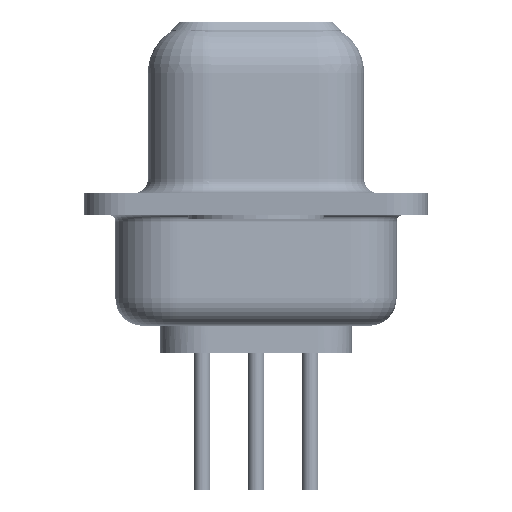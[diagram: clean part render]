
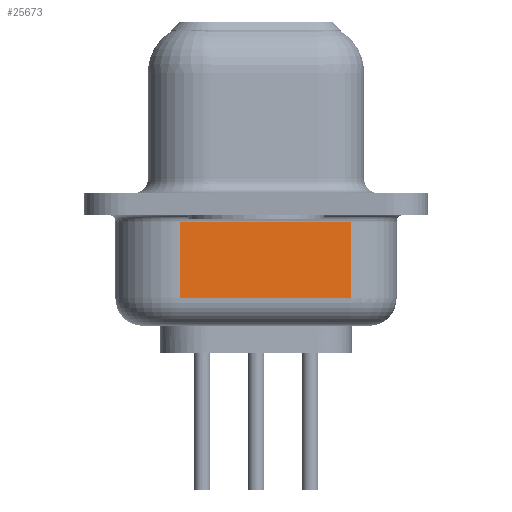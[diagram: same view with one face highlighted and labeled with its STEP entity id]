
A CAD part, left-side view. The second image highlights one B-rep face of the part: STEP entity #25673.
In plain terms, the highlighted planar face has unit normal (-0.985, -0.174, 0).
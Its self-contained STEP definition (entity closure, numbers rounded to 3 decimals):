
#1114 = EDGE_CURVE ( 'NONE', #24109, #9579, #5080, .T. ) ;
#2280 = AXIS2_PLACEMENT_3D ( 'NONE', #12729, #40859, #9262 ) ;
#4216 = CARTESIAN_POINT ( 'NONE',  ( 4.236, -3.482, -4.45 ) ) ;
#5080 = LINE ( 'NONE', #19097, #17588 ) ;
#9262 = DIRECTION ( 'NONE',  ( -0.174, 0.985, 0. ) ) ;
#9579 = VERTEX_POINT ( 'NONE', #16110 ) ;
#9718 = LINE ( 'NONE', #23782, #33904 ) ;
#10264 = VECTOR ( 'NONE', #28822, 1000. ) ;
#12729 = CARTESIAN_POINT ( 'NONE',  ( 3.13, 2.788, -4.45 ) ) ;
#13899 = ORIENTED_EDGE ( 'NONE', *, *, #42474, .T. ) ;
#16110 = CARTESIAN_POINT ( 'NONE',  ( 3.13, 2.788, -0.65 ) ) ;
#16158 = FACE_OUTER_BOUND ( 'NONE', #28442, .T. ) ;
#17588 = VECTOR ( 'NONE', #36857, 1000. ) ;
#18111 = CARTESIAN_POINT ( 'NONE',  ( 4.236, -3.482, -0.65 ) ) ;
#18182 = CARTESIAN_POINT ( 'NONE',  ( 3.13, 2.788, -3.45 ) ) ;
#18306 = VECTOR ( 'NONE', #41583, 1000. ) ;
#19097 = CARTESIAN_POINT ( 'NONE',  ( 3.13, 2.788, -0.65 ) ) ;
#19135 = ORIENTED_EDGE ( 'NONE', *, *, #25834, .T. ) ;
#23782 = CARTESIAN_POINT ( 'NONE',  ( 3.13, 2.788, -3.45 ) ) ;
#24109 = VERTEX_POINT ( 'NONE', #18111 ) ;
#25618 = LINE ( 'NONE', #4216, #10264 ) ;
#25673 = ADVANCED_FACE ( 'NONE', ( #16158 ), #44286, .F. ) ;
#25834 = EDGE_CURVE ( 'NONE', #39465, #29689, #9718, .T. ) ;
#28442 = EDGE_LOOP ( 'NONE', ( #31854, #19135, #13899, #44874 ) ) ;
#28822 = DIRECTION ( 'NONE',  ( 0., 0., 1. ) ) ;
#29689 = VERTEX_POINT ( 'NONE', #37412 ) ;
#30470 = LINE ( 'NONE', #37407, #18306 ) ;
#31854 = ORIENTED_EDGE ( 'NONE', *, *, #42109, .F. ) ;
#33904 = VECTOR ( 'NONE', #37855, 1000. ) ;
#36857 = DIRECTION ( 'NONE',  ( -0.174, 0.985, 0. ) ) ;
#37407 = CARTESIAN_POINT ( 'NONE',  ( 3.13, 2.788, -4.45 ) ) ;
#37412 = CARTESIAN_POINT ( 'NONE',  ( 4.236, -3.482, -3.45 ) ) ;
#37855 = DIRECTION ( 'NONE',  ( 0.174, -0.985, 0. ) ) ;
#39465 = VERTEX_POINT ( 'NONE', #18182 ) ;
#40859 = DIRECTION ( 'NONE',  ( 0.985, 0.174, 0. ) ) ;
#41583 = DIRECTION ( 'NONE',  ( 0., 0., 1. ) ) ;
#42109 = EDGE_CURVE ( 'NONE', #39465, #9579, #30470, .T. ) ;
#42474 = EDGE_CURVE ( 'NONE', #29689, #24109, #25618, .T. ) ;
#44286 = PLANE ( 'NONE',  #2280 ) ;
#44874 = ORIENTED_EDGE ( 'NONE', *, *, #1114, .T. ) ;
